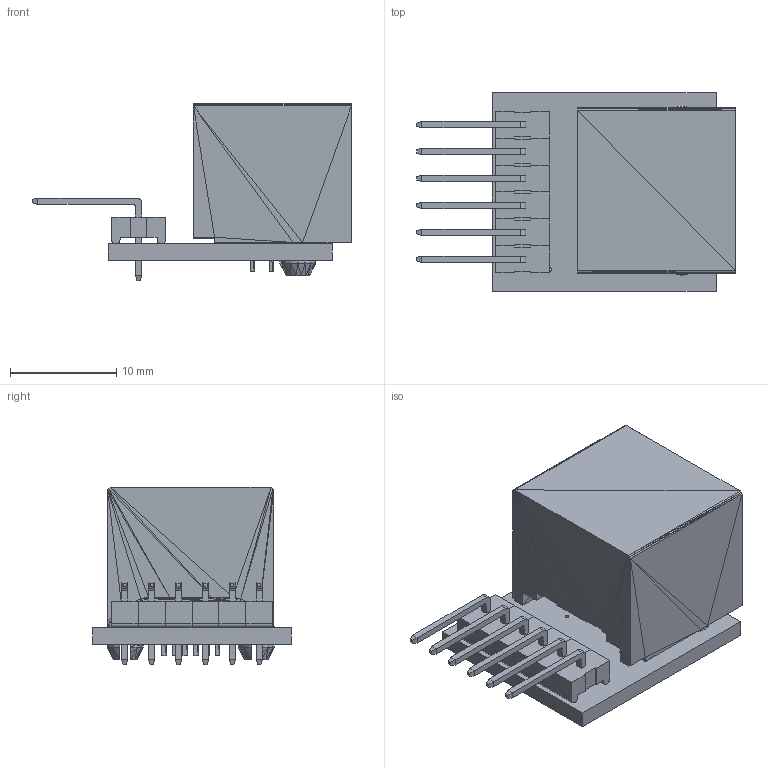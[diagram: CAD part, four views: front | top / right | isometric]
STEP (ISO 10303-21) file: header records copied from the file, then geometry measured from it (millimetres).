
FILE_DESCRIPTION(('for SolidWorks'),'2;1');
FILE_NAME('mcp2pickit.step', '2020-10-17T18:36:42',('user'),(''),'Open CASCADE STEP processor 6.6', 'DipTrace','Unknown');
FILE_SCHEMA(('AUTOMOTIVE_DESIGN { 1 0 10303 214 1 1 1 1 }'));
Length unit declared in the file: millimetre
Products named in the file (4): PCB_mcp2pickit; Board_mcp2pickit; hdr-1x6th_2.54_15x13; 43860-0002
Assembly tree (3 placements, depth 2):
  PCB_mcp2pickit
    Board_mcp2pickit
    hdr-1x6th_2.54_15x13
    43860-0002
Bounding box: 30.08 x 18.73 x 16.74 mm (x, y, z)
Volume: 585.2 mm3; surface area: 3691.8 mm2
Topology: 1 solids, 10 shells, 1752 faces, 2949 edges, 1227 vertices
Faces by surface type: plane 1688, cylinder 64
Full cylindrical faces by diameter (mm): 0.35 x14, 0.89 x6, 1.1 x6, 3.25 x2
Entity records: 49571 total; most frequent: DIRECTION 6589, CARTESIAN_POINT 5932, ORIENTED_EDGE 5898, EDGE_CURVE 2949, LINE 2821, VECTOR 2821, AXIS2_PLACEMENT_3D 1884, FACE_BOUND 1820
